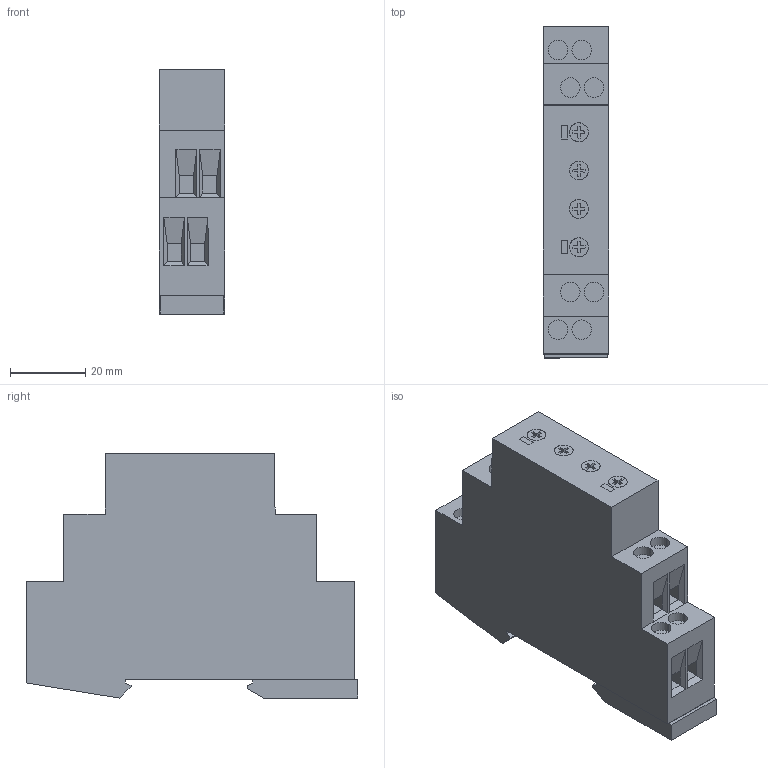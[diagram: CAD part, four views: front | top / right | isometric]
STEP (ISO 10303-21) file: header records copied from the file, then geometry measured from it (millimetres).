
FILE_DESCRIPTION(('CATIA V5 STEP Exchange','CAx-IF Rec.Pracs.--- Model Styling and Organization---1.4--- 2014-01-23'),'2;1');
FILE_NAME ('D1389042_1', '2019-09-05T12:10:28+00:00', ('none'), ('Weidmueller'), 'CATIA Version 5-6 Release 2016 SP3 HF44', 'CATIA V5 STEP AP214', 'none');
FILE_SCHEMA(('AUTOMOTIVE_DESIGN { 1 0 10303 214 1 1 1 1 }'));
Length unit declared in the file: millimetre
Products named in the file (1): 2697260000
Bounding box: 17.5 x 88.36 x 65 mm (x, y, z)
Volume: 74888.2 mm3; surface area: 17702.7 mm2
Topology: 8 solids, 8 shells, 231 faces, 555 edges, 365 vertices
Faces by surface type: plane 199, cylinder 32
Entity records: 6413 total; most frequent: ORIENTED_EDGE 1110, CARTESIAN_POINT 1086, DIRECTION 849, EDGE_CURVE 555, VECTOR 479, LINE 479, VERTEX_POINT 365, EDGE_LOOP 256
